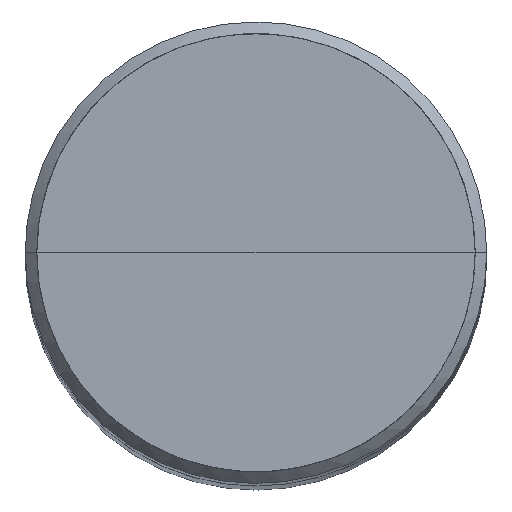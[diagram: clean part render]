
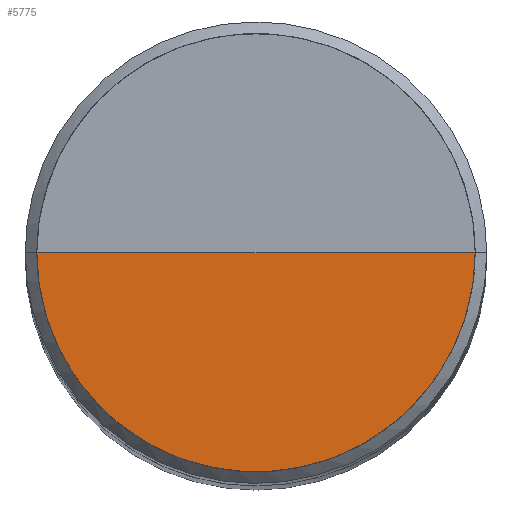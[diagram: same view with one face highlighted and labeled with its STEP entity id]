
A CAD part, top view. The second image highlights one B-rep face of the part: STEP entity #5775.
In plain terms, the highlighted free-form (B-spline) face has degree [1, 2] with [2, 5] control points.
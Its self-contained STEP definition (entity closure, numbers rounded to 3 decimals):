
#5335=CARTESIAN_POINT('',(9.5,0.0,54.8));
#5339=CARTESIAN_POINT('',(-9.5,0.0,54.8));
#5340=CARTESIAN_POINT('',(0.0,0.0,54.8));
#5353=CARTESIAN_POINT('',(-9.5,-9.5,54.8));
#5354=CARTESIAN_POINT('',(0.0,-9.5,54.8));
#5355=CARTESIAN_POINT('',(9.5,-9.5,54.8));
#5760=(
BOUNDED_SURFACE()
B_SPLINE_SURFACE(1,2,(
(#5339,#5353,#5354,#5355,#5335),
(#5340,#5340,#5340,#5340,#5340)
), .UNSPECIFIED.,.F.,.F.,.F.)
B_SPLINE_SURFACE_WITH_KNOTS((2,2),(3,2,3),(
0.0,1.0),(
0.0,0.5,1.0), .UNSPECIFIED.)
GEOMETRIC_REPRESENTATION_ITEM()
RATIONAL_B_SPLINE_SURFACE(((1.0,0.707,1.0,0.707,1.0),
(1.0,0.707,1.0,0.707,1.0)
))
REPRESENTATION_ITEM('')
SURFACE()
);
#5761=(
BOUNDED_CURVE()
B_SPLINE_CURVE(1,(#5340,#5335),.UNSPECIFIED.,.F.,.F.)
B_SPLINE_CURVE_WITH_KNOTS((2,2),
(0.0,1.0),.UNSPECIFIED.)
CURVE()
GEOMETRIC_REPRESENTATION_ITEM()
RATIONAL_B_SPLINE_CURVE((1.0,1.0))
REPRESENTATION_ITEM('')
);
#5762=(
BOUNDED_CURVE()
B_SPLINE_CURVE(2,(#5335,#5355,#5354,#5353,#5339),.UNSPECIFIED.,.F.,.F.)
B_SPLINE_CURVE_WITH_KNOTS((3,2,3),
(0.0,0.5,1.0),.UNSPECIFIED.)
CURVE()
GEOMETRIC_REPRESENTATION_ITEM()
RATIONAL_B_SPLINE_CURVE((1.0,0.707,1.0,0.707,1.0))
REPRESENTATION_ITEM('')
);
#5763=(
BOUNDED_CURVE()
B_SPLINE_CURVE(1,(#5339,#5340),.UNSPECIFIED.,.F.,.F.)
B_SPLINE_CURVE_WITH_KNOTS((2,2),
(0.0,1.0),.UNSPECIFIED.)
CURVE()
GEOMETRIC_REPRESENTATION_ITEM()
RATIONAL_B_SPLINE_CURVE((1.0,1.0))
REPRESENTATION_ITEM('')
);
#5764=VERTEX_POINT('',#5335);
#5765=VERTEX_POINT('',#5339);
#5766=VERTEX_POINT('',#5340);
#5767=EDGE_CURVE('',#5766,#5764,#5761,.T.);
#5768=EDGE_CURVE('',#5764,#5765,#5762,.T.);
#5769=EDGE_CURVE('',#5765,#5766,#5763,.T.);
#5770=ORIENTED_EDGE('',*,*,#5767,.T.);
#5771=ORIENTED_EDGE('',*,*,#5768,.T.);
#5772=ORIENTED_EDGE('',*,*,#5769,.T.);
#5773=EDGE_LOOP('',(#5770,#5771,#5772));
#5774=FACE_OUTER_BOUND('',#5773,.T.);
#5775=ADVANCED_FACE('',(#5774),#5760,.T.);
